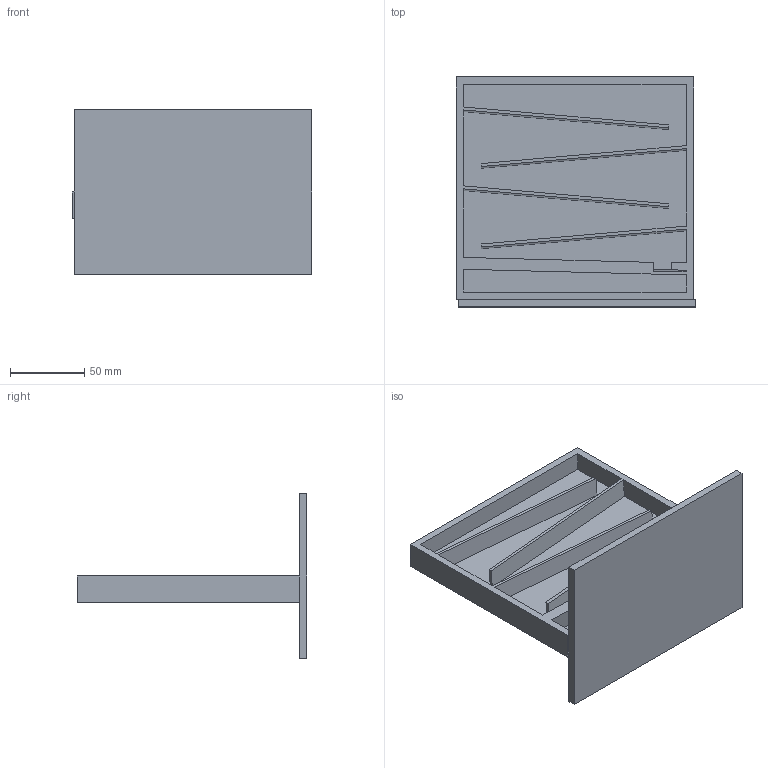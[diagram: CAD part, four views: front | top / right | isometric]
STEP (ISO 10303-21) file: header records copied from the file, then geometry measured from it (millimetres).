
FILE_DESCRIPTION( ( '' ), ' ' );
FILE_NAME( '5ae7d6d10d08e30f9e09cbaa.step', '2018-05-01T02:54:10', ( '' ), ( '' ), ' ', ' ', ' ' );
FILE_SCHEMA( ( 'AUTOMOTIVE_DESIGN { 1 0 10303 214 1 1 1 1 }' ) );
Length unit declared in the file: metre
Products named in the file (1): Part 10
Bounding box: 161.55 x 155 x 110.78 mm (x, y, z)
Volume: 267378 mm3; surface area: 119243.6 mm2
Topology: 1 solids, 1 shells, 46 faces, 123 edges, 81 vertices
Faces by surface type: plane 45, extrusion 1
Entity records: 1792 total; most frequent: CARTESIAN_POINT 260, ORIENTED_EDGE 246, DIRECTION 214, EDGE_CURVE 123, VECTOR 122, LINE 121, VERTEX_POINT 81, EDGE_LOOP 48
